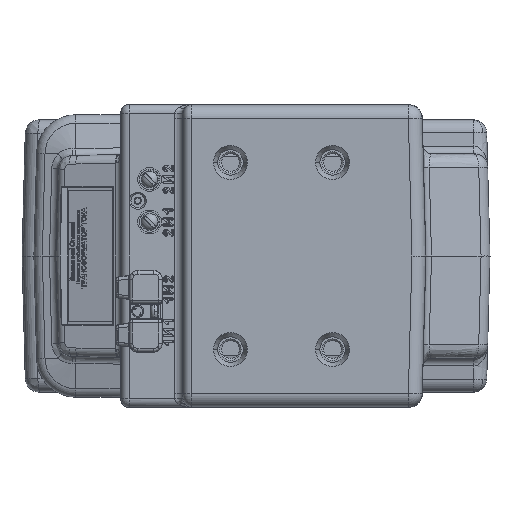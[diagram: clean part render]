
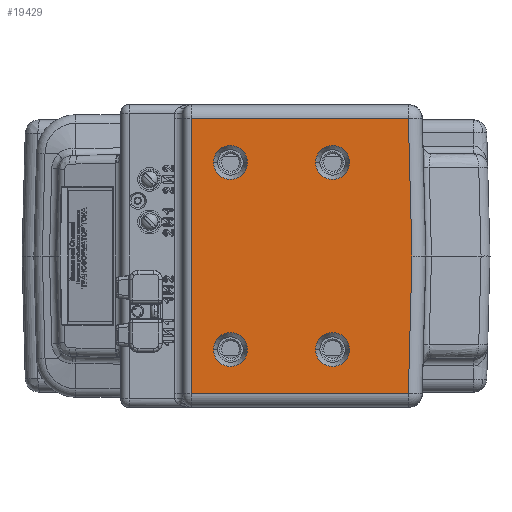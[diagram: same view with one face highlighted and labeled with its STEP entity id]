
A CAD part, front view. The second image highlights one B-rep face of the part: STEP entity #19429.
In plain terms, the highlighted planar face has unit normal (0, -1, 0).
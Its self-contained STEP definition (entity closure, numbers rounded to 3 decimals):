
#2800 = PLANE ( 'NONE',  #46618 ) ;
#2801 = CARTESIAN_POINT ( 'NONE',  ( 0., 0., 60. ) ) ;
#2812 = DIRECTION ( 'NONE',  ( 0., 1., 0. ) ) ;
#2814 = DIRECTION ( 'NONE',  ( -1., 0., 0. ) ) ;
#14720 = AXIS2_PLACEMENT_3D ( 'NONE', #31560, #31579, #31562 ) ;
#14721 = AXIS2_PLACEMENT_3D ( 'NONE', #31561, #31594, #31583 ) ;
#14725 = AXIS2_PLACEMENT_3D ( 'NONE', #31653, #31664, #31677 ) ;
#14787 = AXIS2_PLACEMENT_3D ( 'NONE', #31729, #31765, #31761 ) ;
#15146 = AXIS2_PLACEMENT_3D ( 'NONE', #29395, #29408, #29400 ) ;
#15152 = AXIS2_PLACEMENT_3D ( 'NONE', #29277, #29270, #29263 ) ;
#15169 = AXIS2_PLACEMENT_3D ( 'NONE', #29317, #29307, #29289 ) ;
#15183 = AXIS2_PLACEMENT_3D ( 'NONE', #29685, #29695, #29680 ) ;
#19429 = ADVANCED_FACE ( 'NONE', ( #41549, #41572, #41563, #41557, #41548 ), #2800, .F. ) ;
#20168 = VECTOR ( 'NONE', #29131, 1000. ) ;
#20198 = LINE ( 'NONE', #29118, #20168 ) ;
#20221 = CIRCLE ( 'NONE', #15146, 10. ) ;
#20244 = CIRCLE ( 'NONE', #15169, 10. ) ;
#20248 = CIRCLE ( 'NONE', #15152, 10. ) ;
#20259 = VECTOR ( 'NONE', #29627, 1000. ) ;
#20260 = LINE ( 'NONE', #29572, #20285 ) ;
#20265 = LINE ( 'NONE', #29581, #20282 ) ;
#20272 = LINE ( 'NONE', #29614, #20259 ) ;
#20282 = VECTOR ( 'NONE', #29558, 1000. ) ;
#20285 = VECTOR ( 'NONE', #29563, 1000. ) ;
#20301 = CIRCLE ( 'NONE', #15183, 10. ) ;
#20318 = LINE ( 'NONE', #29742, #20380 ) ;
#20380 = VECTOR ( 'NONE', #29735, 1000. ) ;
#20994 = CARTESIAN_POINT ( 'NONE',  ( -62.5, 0., 55. ) ) ;
#21037 = CARTESIAN_POINT ( 'NONE',  ( -62.5, 0., -55. ) ) ;
#21039 = CARTESIAN_POINT ( 'NONE',  ( -42.5, 0., -55. ) ) ;
#21065 = CARTESIAN_POINT ( 'NONE',  ( -122.5, 0., -55. ) ) ;
#21104 = CARTESIAN_POINT ( 'NONE',  ( -42.5, 0., 55. ) ) ;
#21178 = CARTESIAN_POINT ( 'NONE',  ( -102.5, 0., 55. ) ) ;
#21188 = CARTESIAN_POINT ( 'NONE',  ( -102.5, 0., -55. ) ) ;
#21195 = CARTESIAN_POINT ( 'NONE',  ( -122.5, 0., 55. ) ) ;
#23168 = CARTESIAN_POINT ( 'NONE',  ( -7.971, 0., 80.817 ) ) ;
#23188 = CARTESIAN_POINT ( 'NONE',  ( -7.971, 0., -80.817 ) ) ;
#23310 = CARTESIAN_POINT ( 'NONE',  ( -5.855, 0., 0. ) ) ;
#23338 = CARTESIAN_POINT ( 'NONE',  ( -135.5, 0., 80.817 ) ) ;
#23376 = CARTESIAN_POINT ( 'NONE',  ( -135.5, 0., -80.817 ) ) ;
#23565 = VERTEX_POINT ( 'NONE', #23188 ) ;
#23590 = VERTEX_POINT ( 'NONE', #23168 ) ;
#23594 = VERTEX_POINT ( 'NONE', #23338 ) ;
#23599 = VERTEX_POINT ( 'NONE', #23376 ) ;
#23624 = VERTEX_POINT ( 'NONE', #23310 ) ;
#24366 = VERTEX_POINT ( 'NONE', #20994 ) ;
#24369 = VERTEX_POINT ( 'NONE', #21037 ) ;
#24376 = VERTEX_POINT ( 'NONE', #21039 ) ;
#24385 = VERTEX_POINT ( 'NONE', #21065 ) ;
#24410 = VERTEX_POINT ( 'NONE', #21178 ) ;
#24412 = VERTEX_POINT ( 'NONE', #21195 ) ;
#24424 = VERTEX_POINT ( 'NONE', #21104 ) ;
#24428 = VERTEX_POINT ( 'NONE', #21188 ) ;
#27342 = EDGE_LOOP ( 'NONE', ( #34008, #33931 ) ) ;
#27371 = EDGE_LOOP ( 'NONE', ( #33915, #33930, #34023, #33971, #34022 ) ) ;
#27377 = EDGE_LOOP ( 'NONE', ( #34046, #33941 ) ) ;
#28010 = EDGE_CURVE ( 'NONE', #23565, #23599, #20198, .T. ) ;
#28059 = EDGE_CURVE ( 'NONE', #24376, #24369, #20248, .T. ) ;
#28062 = EDGE_CURVE ( 'NONE', #24424, #24366, #20244, .T. ) ;
#28084 = EDGE_CURVE ( 'NONE', #24428, #24385, #20221, .T. ) ;
#28114 = EDGE_CURVE ( 'NONE', #23590, #23594, #20265, .T. ) ;
#28115 = EDGE_CURVE ( 'NONE', #23624, #23565, #20260, .T. ) ;
#28131 = EDGE_CURVE ( 'NONE', #23594, #23599, #20272, .T. ) ;
#28156 = EDGE_CURVE ( 'NONE', #24410, #24412, #20301, .T. ) ;
#28174 = EDGE_CURVE ( 'NONE', #23624, #23590, #20318, .T. ) ;
#28448 = EDGE_CURVE ( 'NONE', #24369, #24376, #35795, .T. ) ;
#28452 = EDGE_CURVE ( 'NONE', #24412, #24410, #35770, .T. ) ;
#28484 = EDGE_CURVE ( 'NONE', #24385, #24428, #35837, .T. ) ;
#28510 = EDGE_CURVE ( 'NONE', #24366, #24424, #35877, .T. ) ;
#29118 = CARTESIAN_POINT ( 'NONE',  ( -176.611, 0., -80.817 ) ) ;
#29131 = DIRECTION ( 'NONE',  ( -1., 0., 0. ) ) ;
#29263 = DIRECTION ( 'NONE',  ( 1., 0., 0. ) ) ;
#29270 = DIRECTION ( 'NONE',  ( 0., -1., 0. ) ) ;
#29277 = CARTESIAN_POINT ( 'NONE',  ( -52.5, 0., -55. ) ) ;
#29289 = DIRECTION ( 'NONE',  ( 1., 0., 0. ) ) ;
#29307 = DIRECTION ( 'NONE',  ( 0., -1., 0. ) ) ;
#29317 = CARTESIAN_POINT ( 'NONE',  ( -52.5, 0., 55. ) ) ;
#29395 = CARTESIAN_POINT ( 'NONE',  ( -112.5, 0., -55. ) ) ;
#29400 = DIRECTION ( 'NONE',  ( 1., 0., 0. ) ) ;
#29408 = DIRECTION ( 'NONE',  ( 0., -1., 0. ) ) ;
#29558 = DIRECTION ( 'NONE',  ( -1., 0., 0. ) ) ;
#29563 = DIRECTION ( 'NONE',  ( -0.026, 0., -1. ) ) ;
#29572 = CARTESIAN_POINT ( 'NONE',  ( -7.421, 0., -59.806 ) ) ;
#29581 = CARTESIAN_POINT ( 'NONE',  ( -176.611, 0., 80.817 ) ) ;
#29614 = CARTESIAN_POINT ( 'NONE',  ( -135.5, 0., 60. ) ) ;
#29627 = DIRECTION ( 'NONE',  ( 0., 0., -1. ) ) ;
#29680 = DIRECTION ( 'NONE',  ( 1., 0., 0. ) ) ;
#29685 = CARTESIAN_POINT ( 'NONE',  ( -112.5, 0., 55. ) ) ;
#29695 = DIRECTION ( 'NONE',  ( 0., -1., 0. ) ) ;
#29735 = DIRECTION ( 'NONE',  ( -0.026, 0., 1. ) ) ;
#29742 = CARTESIAN_POINT ( 'NONE',  ( -7.421, 0., 59.806 ) ) ;
#30491 = EDGE_LOOP ( 'NONE', ( #33905, #33928 ) ) ;
#30521 = EDGE_LOOP ( 'NONE', ( #33913, #34016 ) ) ;
#31560 = CARTESIAN_POINT ( 'NONE',  ( -52.5, 0., -55. ) ) ;
#31561 = CARTESIAN_POINT ( 'NONE',  ( -112.5, 0., 55. ) ) ;
#31562 = DIRECTION ( 'NONE',  ( 1., 0., 0. ) ) ;
#31579 = DIRECTION ( 'NONE',  ( 0., -1., 0. ) ) ;
#31583 = DIRECTION ( 'NONE',  ( 1., 0., 0. ) ) ;
#31594 = DIRECTION ( 'NONE',  ( 0., -1., 0. ) ) ;
#31653 = CARTESIAN_POINT ( 'NONE',  ( -112.5, 0., -55. ) ) ;
#31664 = DIRECTION ( 'NONE',  ( 0., -1., 0. ) ) ;
#31677 = DIRECTION ( 'NONE',  ( 1., 0., 0. ) ) ;
#31729 = CARTESIAN_POINT ( 'NONE',  ( -52.5, 0., 55. ) ) ;
#31761 = DIRECTION ( 'NONE',  ( 1., 0., 0. ) ) ;
#31765 = DIRECTION ( 'NONE',  ( 0., -1., 0. ) ) ;
#33905 = ORIENTED_EDGE ( 'NONE', *, *, #28062, .F. ) ;
#33913 = ORIENTED_EDGE ( 'NONE', *, *, #28084, .F. ) ;
#33915 = ORIENTED_EDGE ( 'NONE', *, *, #28114, .T. ) ;
#33928 = ORIENTED_EDGE ( 'NONE', *, *, #28510, .F. ) ;
#33930 = ORIENTED_EDGE ( 'NONE', *, *, #28131, .T. ) ;
#33931 = ORIENTED_EDGE ( 'NONE', *, *, #28452, .F. ) ;
#33941 = ORIENTED_EDGE ( 'NONE', *, *, #28448, .F. ) ;
#33971 = ORIENTED_EDGE ( 'NONE', *, *, #28115, .F. ) ;
#34008 = ORIENTED_EDGE ( 'NONE', *, *, #28156, .F. ) ;
#34016 = ORIENTED_EDGE ( 'NONE', *, *, #28484, .F. ) ;
#34022 = ORIENTED_EDGE ( 'NONE', *, *, #28174, .T. ) ;
#34023 = ORIENTED_EDGE ( 'NONE', *, *, #28010, .F. ) ;
#34046 = ORIENTED_EDGE ( 'NONE', *, *, #28059, .F. ) ;
#35770 = CIRCLE ( 'NONE', #14721, 10. ) ;
#35795 = CIRCLE ( 'NONE', #14720, 10. ) ;
#35837 = CIRCLE ( 'NONE', #14725, 10. ) ;
#35877 = CIRCLE ( 'NONE', #14787, 10. ) ;
#41548 = FACE_OUTER_BOUND ( 'NONE', #27371, .T. ) ;
#41549 = FACE_BOUND ( 'NONE', #30521, .T. ) ;
#41557 = FACE_BOUND ( 'NONE', #30491, .T. ) ;
#41563 = FACE_BOUND ( 'NONE', #27377, .T. ) ;
#41572 = FACE_BOUND ( 'NONE', #27342, .T. ) ;
#46618 = AXIS2_PLACEMENT_3D ( 'NONE', #2801, #2812, #2814 ) ;
